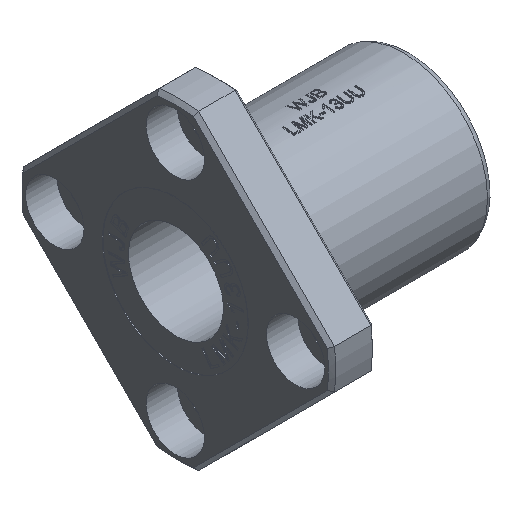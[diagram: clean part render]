
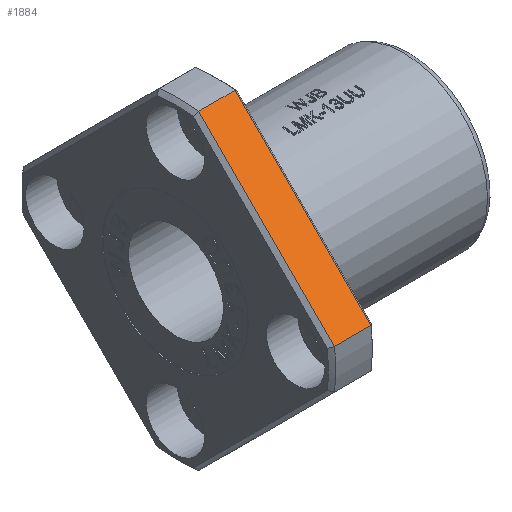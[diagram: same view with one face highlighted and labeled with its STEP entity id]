
A CAD part, isometric view. The second image highlights one B-rep face of the part: STEP entity #1884.
In plain terms, the highlighted planar face has unit normal (0, -0.707, 0.707).
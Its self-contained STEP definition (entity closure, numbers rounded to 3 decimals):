
#437=PLANE('',#6869);
#1884=ADVANCED_FACE('',(#2219),#437,.T.);
#2219=FACE_OUTER_BOUND('',#2642,.T.);
#2642=EDGE_LOOP('',(#4939,#4940,#4941,#4942));
#2654=B_SPLINE_CURVE_WITH_KNOTS('',3,(#8148,#8149,#8150,#8151),.UNSPECIFIED.,
 .F.,.F.,(4,4),(0.,1.),.UNSPECIFIED.);
#2783=B_SPLINE_CURVE_WITH_KNOTS('',3,(#10098,#10099,#10100,#10101),.UNSPECIFIED.,
 .F.,.F.,(4,4),(0.,1.),.UNSPECIFIED.);
#3123=B_SPLINE_CURVE_WITH_KNOTS('',3,(#13961,#13962,#13963,#13964),.UNSPECIFIED.,
 .F.,.F.,(4,4),(0.,1.),.UNSPECIFIED.);
#3124=B_SPLINE_CURVE_WITH_KNOTS('',3,(#13966,#13967,#13968,#13969),.UNSPECIFIED.,
 .F.,.F.,(4,4),(0.,1.),.UNSPECIFIED.);
#4939=ORIENTED_EDGE('',*,*,#6477,.F.);
#4940=ORIENTED_EDGE('',*,*,#5889,.T.);
#4941=ORIENTED_EDGE('',*,*,#6476,.T.);
#4942=ORIENTED_EDGE('',*,*,#5581,.F.);
#4947=VERTEX_POINT('',#8087);
#4960=VERTEX_POINT('',#8146);
#5249=VERTEX_POINT('',#9997);
#5259=VERTEX_POINT('',#10102);
#5581=EDGE_CURVE('',#4960,#4947,#2654,.T.);
#5889=EDGE_CURVE('',#5259,#5249,#2783,.T.);
#6476=EDGE_CURVE('',#5249,#4947,#3123,.T.);
#6477=EDGE_CURVE('',#5259,#4960,#3124,.T.);
#6869=AXIS2_PLACEMENT_3D('',#13970,#8081,#8082);
#8081=DIRECTION('',(0.,-0.707,0.707));
#8082=DIRECTION('',(1.,0.,0.));
#8087=CARTESIAN_POINT('',(0.5,-21.328,2.714));
#8146=CARTESIAN_POINT('',(5.5,-21.328,2.714));
#8148=CARTESIAN_POINT('',(5.5,-21.328,2.714));
#8149=CARTESIAN_POINT('',(3.833,-21.328,2.714));
#8150=CARTESIAN_POINT('',(2.167,-21.328,2.714));
#8151=CARTESIAN_POINT('',(0.5,-21.328,2.714));
#9997=CARTESIAN_POINT('',(0.5,-2.714,21.328));
#10098=CARTESIAN_POINT('',(5.5,-2.714,21.328));
#10099=CARTESIAN_POINT('',(3.833,-2.714,21.328));
#10100=CARTESIAN_POINT('',(2.167,-2.714,21.328));
#10101=CARTESIAN_POINT('',(0.5,-2.714,21.328));
#10102=CARTESIAN_POINT('',(5.5,-2.714,21.328));
#13961=CARTESIAN_POINT('',(0.5,-2.714,21.328));
#13962=CARTESIAN_POINT('',(0.5,-8.918,15.123));
#13963=CARTESIAN_POINT('',(0.5,-15.123,8.918));
#13964=CARTESIAN_POINT('',(0.5,-21.328,2.714));
#13966=CARTESIAN_POINT('',(5.5,-2.714,21.328));
#13967=CARTESIAN_POINT('',(5.5,-8.918,15.123));
#13968=CARTESIAN_POINT('',(5.5,-15.123,8.918));
#13969=CARTESIAN_POINT('',(5.5,-21.328,2.714));
#13970=CARTESIAN_POINT('',(0.5,-21.328,2.714));
